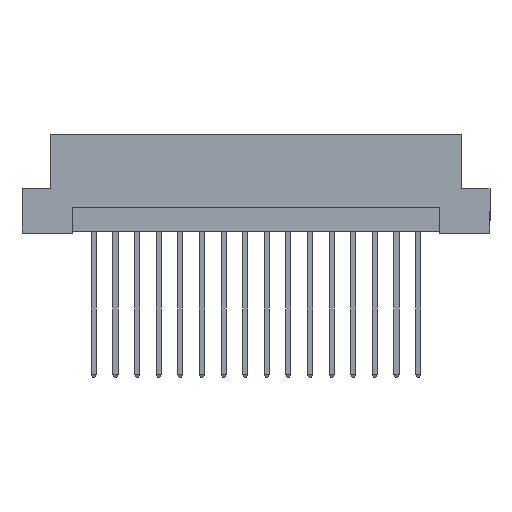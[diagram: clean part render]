
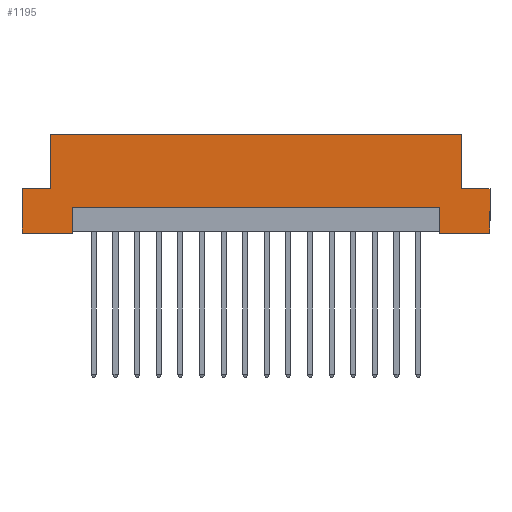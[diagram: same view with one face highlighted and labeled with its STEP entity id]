
A CAD part, front view. The second image highlights one B-rep face of the part: STEP entity #1195.
In plain terms, the highlighted planar face has unit normal (0, -1, 0).
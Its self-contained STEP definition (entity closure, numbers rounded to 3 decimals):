
#16 = DIRECTION ( 'NONE',  ( 0., 0., 1. ) ) ;
#108 = CARTESIAN_POINT ( 'NONE',  ( -24.2, -4.3, 5.2 ) ) ;
#190 = LINE ( 'NONE', #108, #4988 ) ;
#344 = PLANE ( 'NONE',  #3203 ) ;
#371 = EDGE_CURVE ( 'NONE', #1838, #974, #4935, .T. ) ;
#465 = LINE ( 'NONE', #1459, #4107 ) ;
#503 = DIRECTION ( 'NONE',  ( 1., 0., 0. ) ) ;
#510 = ORIENTED_EDGE ( 'NONE', *, *, #4012, .T. ) ;
#536 = DIRECTION ( 'NONE',  ( 1., 0., 0. ) ) ;
#575 = DIRECTION ( 'NONE',  ( 1., 0., 0. ) ) ;
#650 = CARTESIAN_POINT ( 'NONE',  ( -27.5, -4.3, 0. ) ) ;
#688 = VERTEX_POINT ( 'NONE', #3554 ) ;
#778 = CARTESIAN_POINT ( 'NONE',  ( -21.6, -4.3, 3. ) ) ;
#896 = ORIENTED_EDGE ( 'NONE', *, *, #2093, .T. ) ;
#974 = VERTEX_POINT ( 'NONE', #2858 ) ;
#993 = ORIENTED_EDGE ( 'NONE', *, *, #371, .T. ) ;
#1057 = VECTOR ( 'NONE', #2788, 1000. ) ;
#1074 = DIRECTION ( 'NONE',  ( 0., 0., -1. ) ) ;
#1195 = ADVANCED_FACE ( 'NONE', ( #2492 ), #344, .F. ) ;
#1323 = LINE ( 'NONE', #1781, #2153 ) ;
#1410 = CARTESIAN_POINT ( 'NONE',  ( -24.2, -4.3, 11.6 ) ) ;
#1459 = CARTESIAN_POINT ( 'NONE',  ( 27.5, -4.3, 0. ) ) ;
#1504 = VECTOR ( 'NONE', #3992, 1000. ) ;
#1621 = VECTOR ( 'NONE', #536, 1000. ) ;
#1734 = LINE ( 'NONE', #3853, #1057 ) ;
#1781 = CARTESIAN_POINT ( 'NONE',  ( 27.5, -4.3, 5.2 ) ) ;
#1790 = VECTOR ( 'NONE', #2230, 1000. ) ;
#1838 = VERTEX_POINT ( 'NONE', #2402 ) ;
#1931 = CARTESIAN_POINT ( 'NONE',  ( 27.5, -4.3, 11.6 ) ) ;
#2012 = CARTESIAN_POINT ( 'NONE',  ( 27.5, -4.3, 5.2 ) ) ;
#2093 = EDGE_CURVE ( 'NONE', #688, #6830, #465, .T. ) ;
#2127 = VERTEX_POINT ( 'NONE', #6936 ) ;
#2153 = VECTOR ( 'NONE', #5648, 1000. ) ;
#2230 = DIRECTION ( 'NONE',  ( 0., 0., 1. ) ) ;
#2333 = LINE ( 'NONE', #3952, #1504 ) ;
#2343 = EDGE_LOOP ( 'NONE', ( #4452, #5968, #896, #3916, #4554, #993, #6357, #5615, #3218, #5167, #510, #3033 ) ) ;
#2402 = CARTESIAN_POINT ( 'NONE',  ( 24.2, -4.3, 5.2 ) ) ;
#2441 = CARTESIAN_POINT ( 'NONE',  ( 27.5, -4.3, 0. ) ) ;
#2455 = DIRECTION ( 'NONE',  ( 0., 0., -1. ) ) ;
#2457 = DIRECTION ( 'NONE',  ( 0., 1., 0. ) ) ;
#2492 = FACE_OUTER_BOUND ( 'NONE', #2343, .T. ) ;
#2658 = CARTESIAN_POINT ( 'NONE',  ( 21.6, -4.3, 0.2 ) ) ;
#2764 = CARTESIAN_POINT ( 'NONE',  ( 21.6, -4.3, 3. ) ) ;
#2788 = DIRECTION ( 'NONE',  ( 1., 0., 0. ) ) ;
#2858 = CARTESIAN_POINT ( 'NONE',  ( 24.2, -4.3, 11.6 ) ) ;
#3033 = ORIENTED_EDGE ( 'NONE', *, *, #4560, .F. ) ;
#3047 = VERTEX_POINT ( 'NONE', #6157 ) ;
#3096 = LINE ( 'NONE', #1931, #5922 ) ;
#3203 = AXIS2_PLACEMENT_3D ( 'NONE', #5105, #2457, #4119 ) ;
#3218 = ORIENTED_EDGE ( 'NONE', *, *, #3877, .F. ) ;
#3491 = DIRECTION ( 'NONE',  ( 1., 0., 0. ) ) ;
#3554 = CARTESIAN_POINT ( 'NONE',  ( 21.6, -4.3, 0. ) ) ;
#3746 = VERTEX_POINT ( 'NONE', #6031 ) ;
#3753 = LINE ( 'NONE', #5846, #4421 ) ;
#3802 = VERTEX_POINT ( 'NONE', #2764 ) ;
#3853 = CARTESIAN_POINT ( 'NONE',  ( 27.5, -4.3, 11.6 ) ) ;
#3877 = EDGE_CURVE ( 'NONE', #2127, #3047, #6451, .T. ) ;
#3904 = EDGE_CURVE ( 'NONE', #3047, #6137, #190, .T. ) ;
#3916 = ORIENTED_EDGE ( 'NONE', *, *, #6092, .F. ) ;
#3952 = CARTESIAN_POINT ( 'NONE',  ( -21.6, -4.3, 0.2 ) ) ;
#3954 = VECTOR ( 'NONE', #16, 1000. ) ;
#3955 = EDGE_CURVE ( 'NONE', #6137, #974, #1734, .T. ) ;
#3992 = DIRECTION ( 'NONE',  ( 0., 0., -1. ) ) ;
#4012 = EDGE_CURVE ( 'NONE', #6699, #3746, #4895, .T. ) ;
#4107 = VECTOR ( 'NONE', #503, 1000. ) ;
#4119 = DIRECTION ( 'NONE',  ( -1., 0., 0. ) ) ;
#4354 = LINE ( 'NONE', #2658, #3954 ) ;
#4385 = EDGE_CURVE ( 'NONE', #2127, #6699, #3753, .T. ) ;
#4421 = VECTOR ( 'NONE', #1074, 1000. ) ;
#4452 = ORIENTED_EDGE ( 'NONE', *, *, #5445, .T. ) ;
#4554 = ORIENTED_EDGE ( 'NONE', *, *, #6796, .F. ) ;
#4560 = EDGE_CURVE ( 'NONE', #4930, #3746, #2333, .T. ) ;
#4736 = VERTEX_POINT ( 'NONE', #2012 ) ;
#4859 = DIRECTION ( 'NONE',  ( 0., 0., 1. ) ) ;
#4875 = VECTOR ( 'NONE', #575, 1000. ) ;
#4880 = CARTESIAN_POINT ( 'NONE',  ( -21.6, -4.3, 3. ) ) ;
#4895 = LINE ( 'NONE', #6473, #1621 ) ;
#4930 = VERTEX_POINT ( 'NONE', #4880 ) ;
#4935 = LINE ( 'NONE', #5920, #1790 ) ;
#4988 = VECTOR ( 'NONE', #4859, 1000. ) ;
#5105 = CARTESIAN_POINT ( 'NONE',  ( 27.5, -4.3, 11.6 ) ) ;
#5167 = ORIENTED_EDGE ( 'NONE', *, *, #4385, .T. ) ;
#5398 = CARTESIAN_POINT ( 'NONE',  ( -27.5, -4.3, 5.2 ) ) ;
#5445 = EDGE_CURVE ( 'NONE', #4930, #3802, #5566, .T. ) ;
#5566 = LINE ( 'NONE', #778, #6184 ) ;
#5615 = ORIENTED_EDGE ( 'NONE', *, *, #3904, .F. ) ;
#5648 = DIRECTION ( 'NONE',  ( 1., 0., 0. ) ) ;
#5846 = CARTESIAN_POINT ( 'NONE',  ( -27.5, -4.3, 11.6 ) ) ;
#5920 = CARTESIAN_POINT ( 'NONE',  ( 24.2, -4.3, 5.2 ) ) ;
#5922 = VECTOR ( 'NONE', #2455, 1000. ) ;
#5968 = ORIENTED_EDGE ( 'NONE', *, *, #6731, .F. ) ;
#6031 = CARTESIAN_POINT ( 'NONE',  ( -21.6, -4.3, 0. ) ) ;
#6092 = EDGE_CURVE ( 'NONE', #4736, #6830, #3096, .T. ) ;
#6137 = VERTEX_POINT ( 'NONE', #1410 ) ;
#6157 = CARTESIAN_POINT ( 'NONE',  ( -24.2, -4.3, 5.2 ) ) ;
#6184 = VECTOR ( 'NONE', #3491, 1000. ) ;
#6357 = ORIENTED_EDGE ( 'NONE', *, *, #3955, .F. ) ;
#6451 = LINE ( 'NONE', #5398, #4875 ) ;
#6473 = CARTESIAN_POINT ( 'NONE',  ( 27.5, -4.3, 0. ) ) ;
#6699 = VERTEX_POINT ( 'NONE', #650 ) ;
#6731 = EDGE_CURVE ( 'NONE', #688, #3802, #4354, .T. ) ;
#6796 = EDGE_CURVE ( 'NONE', #1838, #4736, #1323, .T. ) ;
#6830 = VERTEX_POINT ( 'NONE', #2441 ) ;
#6936 = CARTESIAN_POINT ( 'NONE',  ( -27.5, -4.3, 5.2 ) ) ;
